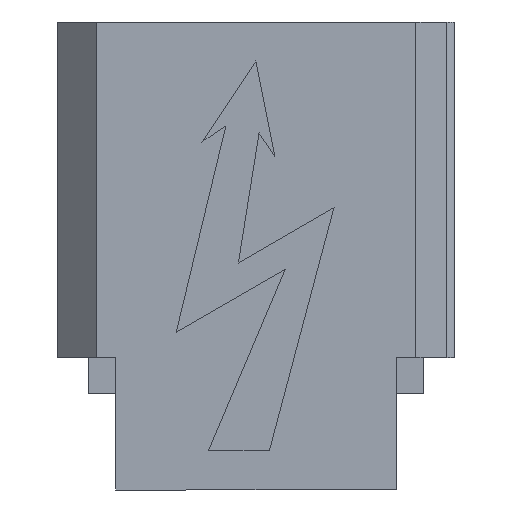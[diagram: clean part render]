
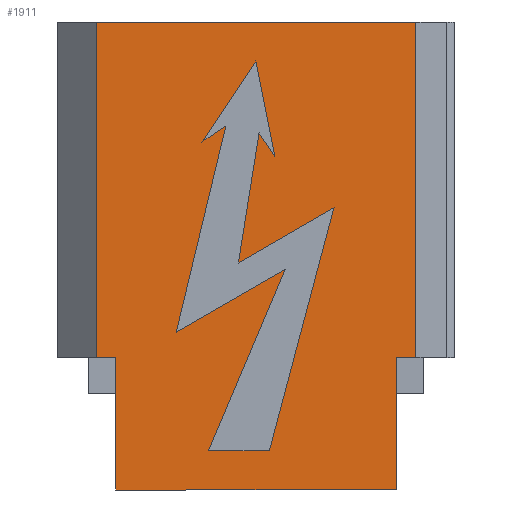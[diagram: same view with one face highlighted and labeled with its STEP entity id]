
A CAD part, top view. The second image highlights one B-rep face of the part: STEP entity #1911.
In plain terms, the highlighted planar face has unit normal (0, 0, 1).
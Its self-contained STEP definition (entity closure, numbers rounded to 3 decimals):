
#1809=AXIS2_PLACEMENT_3D('Plane Axis2P3D',#1806,#1807,#1808) ;
#295=CARTESIAN_POINT('Vertex',(4.35,1.7,10.276)) ;
#298=CARTESIAN_POINT('Line Origine',(4.35,0.85,10.276)) ;
#302=CARTESIAN_POINT('Vertex',(4.35,0.,10.276)) ;
#336=CARTESIAN_POINT('Vertex',(4.6,1.7,10.276)) ;
#339=CARTESIAN_POINT('Line Origine',(4.475,1.7,10.276)) ;
#468=CARTESIAN_POINT('Vertex',(0.5,6.,10.276)) ;
#471=CARTESIAN_POINT('Line Origine',(2.55,6.,10.276)) ;
#475=CARTESIAN_POINT('Vertex',(4.6,6.,10.276)) ;
#548=CARTESIAN_POINT('Vertex',(0.75,0.,10.276)) ;
#734=CARTESIAN_POINT('Line Origine',(17.85,0.,10.276)) ;
#1022=CARTESIAN_POINT('Line Origine',(4.6,3.85,10.276)) ;
#1240=CARTESIAN_POINT('Line Origine',(0.5,3.85,10.276)) ;
#1244=CARTESIAN_POINT('Vertex',(0.5,1.7,10.276)) ;
#1700=CARTESIAN_POINT('Line Origine',(0.75,0.85,10.276)) ;
#1704=CARTESIAN_POINT('Vertex',(0.75,1.7,10.276)) ;
#1751=CARTESIAN_POINT('Line Origine',(0.625,1.7,10.276)) ;
#1806=CARTESIAN_POINT('Axis2P3D Location',(19.9,6.,10.276)) ;
#1821=CARTESIAN_POINT('Line Origine',(2.691,4.425,10.276)) ;
#1825=CARTESIAN_POINT('Vertex',(2.59,4.577,10.276)) ;
#1827=CARTESIAN_POINT('Vertex',(2.793,4.274,10.276)) ;
#1830=CARTESIAN_POINT('Line Origine',(2.458,3.744,10.276)) ;
#1834=CARTESIAN_POINT('Vertex',(2.325,2.91,10.276)) ;
#1837=CARTESIAN_POINT('Line Origine',(2.937,3.264,10.276)) ;
#1841=CARTESIAN_POINT('Vertex',(3.55,3.618,10.276)) ;
#1844=CARTESIAN_POINT('Line Origine',(3.136,2.059,10.276)) ;
#1848=CARTESIAN_POINT('Vertex',(2.722,0.5,10.276)) ;
#1851=CARTESIAN_POINT('Line Origine',(2.331,0.5,10.276)) ;
#1855=CARTESIAN_POINT('Vertex',(1.941,0.5,10.276)) ;
#1858=CARTESIAN_POINT('Line Origine',(2.432,1.666,10.276)) ;
#1862=CARTESIAN_POINT('Vertex',(2.924,2.832,10.276)) ;
#1865=CARTESIAN_POINT('Line Origine',(2.225,2.428,10.276)) ;
#1869=CARTESIAN_POINT('Vertex',(1.526,2.024,10.276)) ;
#1872=CARTESIAN_POINT('Line Origine',(1.844,3.345,10.276)) ;
#1876=CARTESIAN_POINT('Vertex',(2.162,4.666,10.276)) ;
#1879=CARTESIAN_POINT('Line Origine',(2.008,4.564,10.276)) ;
#1883=CARTESIAN_POINT('Vertex',(1.854,4.461,10.276)) ;
#1886=CARTESIAN_POINT('Line Origine',(2.202,4.981,10.276)) ;
#1890=CARTESIAN_POINT('Vertex',(2.55,5.5,10.276)) ;
#1893=CARTESIAN_POINT('Line Origine',(2.671,4.887,10.276)) ;
#299=DIRECTION('Vector Direction',(0.,1.,0.)) ;
#340=DIRECTION('Vector Direction',(-1.,0.,0.)) ;
#472=DIRECTION('Vector Direction',(-1.,0.,0.)) ;
#735=DIRECTION('Vector Direction',(-1.,0.,0.)) ;
#1023=DIRECTION('Vector Direction',(0.,-1.,0.)) ;
#1241=DIRECTION('Vector Direction',(0.,-1.,0.)) ;
#1701=DIRECTION('Vector Direction',(0.,1.,0.)) ;
#1752=DIRECTION('Vector Direction',(1.,0.,0.)) ;
#1807=DIRECTION('Axis2P3D Direction',(0.,0.,1.)) ;
#1808=DIRECTION('Axis2P3D XDirection',(-1.,0.,0.)) ;
#1822=DIRECTION('Vector Direction',(-0.555,0.832,0.)) ;
#1831=DIRECTION('Vector Direction',(-0.157,-0.988,0.)) ;
#1838=DIRECTION('Vector Direction',(-0.866,-0.5,0.)) ;
#1845=DIRECTION('Vector Direction',(-0.257,-0.966,0.)) ;
#1852=DIRECTION('Vector Direction',(-1.,0.,0.)) ;
#1859=DIRECTION('Vector Direction',(-0.389,-0.921,0.)) ;
#1866=DIRECTION('Vector Direction',(-0.866,-0.5,0.)) ;
#1873=DIRECTION('Vector Direction',(-0.234,-0.972,0.)) ;
#1880=DIRECTION('Vector Direction',(-0.832,-0.555,0.)) ;
#1887=DIRECTION('Vector Direction',(-0.556,-0.831,0.)) ;
#1894=DIRECTION('Vector Direction',(-0.194,0.981,0.)) ;
#300=VECTOR('Line Direction',#299,1.) ;
#341=VECTOR('Line Direction',#340,1.) ;
#473=VECTOR('Line Direction',#472,1.) ;
#736=VECTOR('Line Direction',#735,1.) ;
#1024=VECTOR('Line Direction',#1023,1.) ;
#1242=VECTOR('Line Direction',#1241,1.) ;
#1702=VECTOR('Line Direction',#1701,1.) ;
#1753=VECTOR('Line Direction',#1752,1.) ;
#1823=VECTOR('Line Direction',#1822,1.) ;
#1832=VECTOR('Line Direction',#1831,1.) ;
#1839=VECTOR('Line Direction',#1838,1.) ;
#1846=VECTOR('Line Direction',#1845,1.) ;
#1853=VECTOR('Line Direction',#1852,1.) ;
#1860=VECTOR('Line Direction',#1859,1.) ;
#1867=VECTOR('Line Direction',#1866,1.) ;
#1874=VECTOR('Line Direction',#1873,1.) ;
#1881=VECTOR('Line Direction',#1880,1.) ;
#1888=VECTOR('Line Direction',#1887,1.) ;
#1895=VECTOR('Line Direction',#1894,1.) ;
#1812=ORIENTED_EDGE('',*,*,#304,.T.) ;
#1813=ORIENTED_EDGE('',*,*,#343,.F.) ;
#1814=ORIENTED_EDGE('',*,*,#1026,.F.) ;
#1815=ORIENTED_EDGE('',*,*,#477,.F.) ;
#1816=ORIENTED_EDGE('',*,*,#1246,.T.) ;
#1817=ORIENTED_EDGE('',*,*,#1755,.T.) ;
#1818=ORIENTED_EDGE('',*,*,#1706,.F.) ;
#1819=ORIENTED_EDGE('',*,*,#738,.T.) ;
#1899=ORIENTED_EDGE('',*,*,#1829,.F.) ;
#1900=ORIENTED_EDGE('',*,*,#1836,.F.) ;
#1901=ORIENTED_EDGE('',*,*,#1843,.F.) ;
#1902=ORIENTED_EDGE('',*,*,#1850,.F.) ;
#1903=ORIENTED_EDGE('',*,*,#1857,.F.) ;
#1904=ORIENTED_EDGE('',*,*,#1864,.F.) ;
#1905=ORIENTED_EDGE('',*,*,#1871,.F.) ;
#1906=ORIENTED_EDGE('',*,*,#1878,.F.) ;
#1907=ORIENTED_EDGE('',*,*,#1885,.F.) ;
#1908=ORIENTED_EDGE('',*,*,#1892,.F.) ;
#1909=ORIENTED_EDGE('',*,*,#1897,.F.) ;
#1910=FACE_BOUND('',#1898,.T.) ;
#1911=ADVANCED_FACE('K\X2\00F6\X0\rper.5',(#1820,#1910),#1810,.T.) ;
#304=EDGE_CURVE('',#303,#296,#301,.T.) ;
#343=EDGE_CURVE('',#337,#296,#342,.T.) ;
#477=EDGE_CURVE('',#469,#476,#474,.F.) ;
#738=EDGE_CURVE('',#549,#303,#737,.F.) ;
#1026=EDGE_CURVE('',#476,#337,#1025,.T.) ;
#1246=EDGE_CURVE('',#469,#1245,#1243,.T.) ;
#1706=EDGE_CURVE('',#549,#1705,#1703,.T.) ;
#1755=EDGE_CURVE('',#1245,#1705,#1754,.T.) ;
#1829=EDGE_CURVE('',#1826,#1828,#1824,.F.) ;
#1836=EDGE_CURVE('',#1835,#1826,#1833,.F.) ;
#1843=EDGE_CURVE('',#1842,#1835,#1840,.T.) ;
#1850=EDGE_CURVE('',#1849,#1842,#1847,.F.) ;
#1857=EDGE_CURVE('',#1856,#1849,#1854,.F.) ;
#1864=EDGE_CURVE('',#1863,#1856,#1861,.T.) ;
#1871=EDGE_CURVE('',#1870,#1863,#1868,.F.) ;
#1878=EDGE_CURVE('',#1877,#1870,#1875,.T.) ;
#1885=EDGE_CURVE('',#1884,#1877,#1882,.F.) ;
#1892=EDGE_CURVE('',#1891,#1884,#1889,.T.) ;
#1897=EDGE_CURVE('',#1828,#1891,#1896,.T.) ;
#1811=EDGE_LOOP('',(#1812,#1813,#1814,#1815,#1816,#1817,#1818,#1819)) ;
#1898=EDGE_LOOP('',(#1899,#1900,#1901,#1902,#1903,#1904,#1905,#1906,#1907,#1908,#1909)) ;
#1820=FACE_OUTER_BOUND('',#1811,.T.) ;
#301=LINE('Line',#298,#300) ;
#342=LINE('Line',#339,#341) ;
#474=LINE('Line',#471,#473) ;
#737=LINE('Line',#734,#736) ;
#1025=LINE('Line',#1022,#1024) ;
#1243=LINE('Line',#1240,#1242) ;
#1703=LINE('Line',#1700,#1702) ;
#1754=LINE('Line',#1751,#1753) ;
#1824=LINE('Line',#1821,#1823) ;
#1833=LINE('Line',#1830,#1832) ;
#1840=LINE('Line',#1837,#1839) ;
#1847=LINE('Line',#1844,#1846) ;
#1854=LINE('Line',#1851,#1853) ;
#1861=LINE('Line',#1858,#1860) ;
#1868=LINE('Line',#1865,#1867) ;
#1875=LINE('Line',#1872,#1874) ;
#1882=LINE('Line',#1879,#1881) ;
#1889=LINE('Line',#1886,#1888) ;
#1896=LINE('Line',#1893,#1895) ;
#1810=PLANE('',#1809) ;
#296=VERTEX_POINT('',#295) ;
#303=VERTEX_POINT('',#302) ;
#337=VERTEX_POINT('',#336) ;
#469=VERTEX_POINT('',#468) ;
#476=VERTEX_POINT('',#475) ;
#549=VERTEX_POINT('',#548) ;
#1245=VERTEX_POINT('',#1244) ;
#1705=VERTEX_POINT('',#1704) ;
#1826=VERTEX_POINT('',#1825) ;
#1828=VERTEX_POINT('',#1827) ;
#1835=VERTEX_POINT('',#1834) ;
#1842=VERTEX_POINT('',#1841) ;
#1849=VERTEX_POINT('',#1848) ;
#1856=VERTEX_POINT('',#1855) ;
#1863=VERTEX_POINT('',#1862) ;
#1870=VERTEX_POINT('',#1869) ;
#1877=VERTEX_POINT('',#1876) ;
#1884=VERTEX_POINT('',#1883) ;
#1891=VERTEX_POINT('',#1890) ;
